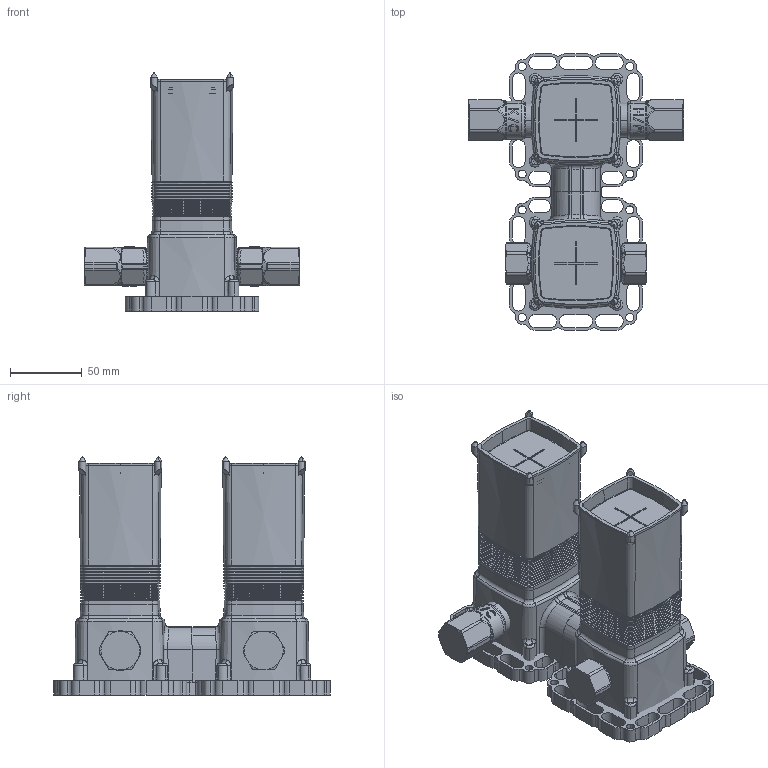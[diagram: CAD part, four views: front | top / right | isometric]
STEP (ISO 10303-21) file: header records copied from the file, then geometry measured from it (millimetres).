
FILE_DESCRIPTION (( 'STEP AP203' ), '1' );
FILE_NAME ('44010000.STEP', '2019-01-14T11:53:43', ( '' ), ( '' ), 'SwSTEP 2.0', 'SolidWorks 2016', '' );
FILE_SCHEMA (( 'CONFIG_CONTROL_DESIGN' ));
Length unit declared in the file: millimetre
Products named in the file (1): 44010000
Bounding box: 150 x 193 x 166 mm (x, y, z)
Volume: 721529.5 mm3; surface area: 223779.4 mm2
Topology: 12 solids, 12 shells, 2445 faces, 5959 edges, 3562 vertices
Faces by surface type: cone 958, torus 518, plane 408, cylinder 345, bspline 168, sphere 48
Entity records: 85851 total; most frequent: CARTESIAN_POINT 28409, DIRECTION 12664, ORIENTED_EDGE 11900, EDGE_CURVE 5950, AXIS2_PLACEMENT_3D 5288, VERTEX_POINT 3562, CIRCLE 3010, EDGE_LOOP 2542
